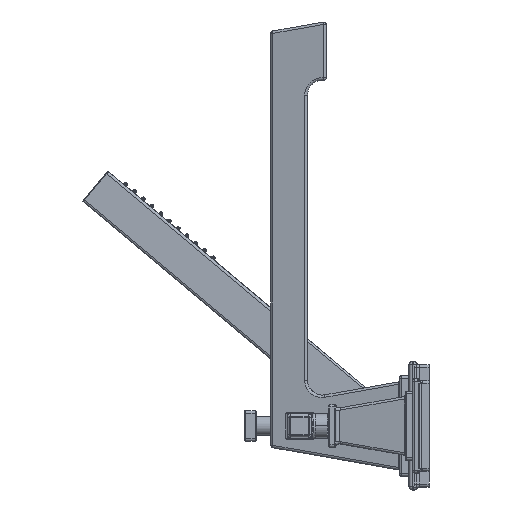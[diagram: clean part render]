
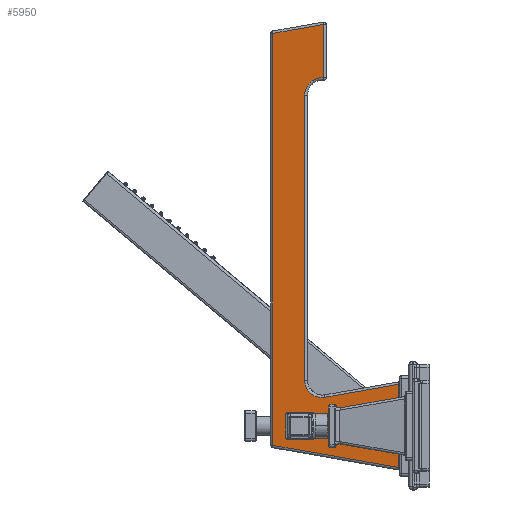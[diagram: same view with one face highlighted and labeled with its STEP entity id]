
A CAD part, left-side view. The second image highlights one B-rep face of the part: STEP entity #5950.
In plain terms, the highlighted planar face has unit normal (-0.985, 0.174, 0).
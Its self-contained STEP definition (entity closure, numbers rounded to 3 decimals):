
#2133=DIRECTION('',(0.,0.,-1.));
#2134=VECTOR('',#2133,2.111);
#2135=CARTESIAN_POINT('',(-1.117,0.767,
1.055));
#2136=LINE('',#2135,#2134);
#2140=DIRECTION('',(0.171,0.97,0.171));
#2141=VECTOR('',#2140,3.287);
#2142=CARTESIAN_POINT('',(-1.117,0.767,
-1.055));
#2143=LINE('',#2142,#2141);
#2147=DIRECTION('',(0.,0.,1.));
#2148=VECTOR('',#2147,10.443);
#2149=CARTESIAN_POINT('',(-0.554,3.957,
-0.493));
#2150=LINE('',#2149,#2148);
#2154=DIRECTION('',(-0.171,-0.97,0.171));
#2155=VECTOR('',#2154,1.318);
#2156=CARTESIAN_POINT('',(-0.554,3.957,
9.95));
#2157=LINE('',#2156,#2155);
#2161=DIRECTION('',(0.,0.,-1.));
#2162=VECTOR('',#2161,1.353);
#2163=CARTESIAN_POINT('',(-0.78,2.678,
10.176));
#2164=LINE('',#2163,#2162);
#2168=CARTESIAN_POINT('',(-0.78,2.678,
8.823));
#2169=CARTESIAN_POINT('',(-0.778,2.689,
8.823));
#2170=CARTESIAN_POINT('',(-0.774,2.711,
8.825));
#2171=CARTESIAN_POINT('',(-0.768,2.744,
8.824));
#2172=CARTESIAN_POINT('',(-0.763,2.777,
8.82));
#2173=CARTESIAN_POINT('',(-0.757,2.81,
8.814));
#2174=CARTESIAN_POINT('',(-0.751,2.842,
8.806));
#2175=CARTESIAN_POINT('',(-0.746,2.873,
8.795));
#2176=CARTESIAN_POINT('',(-0.74,2.904,
8.782));
#2177=CARTESIAN_POINT('',(-0.735,2.933,
8.766));
#2178=CARTESIAN_POINT('',(-0.73,2.961,
8.749));
#2179=CARTESIAN_POINT('',(-0.725,2.988,
8.729));
#2180=CARTESIAN_POINT('',(-0.721,3.013,
8.707));
#2181=CARTESIAN_POINT('',(-0.717,3.036,
8.684));
#2182=CARTESIAN_POINT('',(-0.713,3.057,
8.659));
#2183=CARTESIAN_POINT('',(-0.71,3.077,
8.632));
#2184=CARTESIAN_POINT('',(-0.707,3.094,
8.605));
#2185=CARTESIAN_POINT('',(-0.704,3.11,
8.576));
#2186=CARTESIAN_POINT('',(-0.702,3.123,
8.545));
#2187=CARTESIAN_POINT('',(-0.7,3.133,
8.515));
#2188=CARTESIAN_POINT('',(-0.698,3.142,
8.483));
#2189=CARTESIAN_POINT('',(-0.697,3.148,
8.451));
#2190=CARTESIAN_POINT('',(-0.697,3.151,
8.419));
#2191=CARTESIAN_POINT('',(-0.696,3.152,
8.397));
#2192=CARTESIAN_POINT('',(-0.696,3.152,
8.387));
#2197=DIRECTION('',(0.,0.,-1.));
#2198=VECTOR('',#2197,7.23);
#2199=CARTESIAN_POINT('',(-0.696,3.152,
8.387));
#2200=LINE('',#2199,#2198);
#2204=CARTESIAN_POINT('',(-0.696,3.152,
1.156));
#2205=CARTESIAN_POINT('',(-0.696,3.152,
1.145));
#2206=CARTESIAN_POINT('',(-0.697,3.151,
1.124));
#2207=CARTESIAN_POINT('',(-0.697,3.148,
1.092));
#2208=CARTESIAN_POINT('',(-0.698,3.142,
1.059));
#2209=CARTESIAN_POINT('',(-0.7,3.133,
1.027));
#2210=CARTESIAN_POINT('',(-0.702,3.122,
0.996));
#2211=CARTESIAN_POINT('',(-0.704,3.109,
0.966));
#2212=CARTESIAN_POINT('',(-0.707,3.093,
0.937));
#2213=CARTESIAN_POINT('',(-0.71,3.076,
0.909));
#2214=CARTESIAN_POINT('',(-0.713,3.056,
0.882));
#2215=CARTESIAN_POINT('',(-0.717,3.034,
0.857));
#2216=CARTESIAN_POINT('',(-0.721,3.011,
0.834));
#2217=CARTESIAN_POINT('',(-0.726,2.985,
0.812));
#2218=CARTESIAN_POINT('',(-0.731,2.958,
0.792));
#2219=CARTESIAN_POINT('',(-0.736,2.93,
0.775));
#2220=CARTESIAN_POINT('',(-0.741,2.9,
0.759));
#2221=CARTESIAN_POINT('',(-0.746,2.869,
0.746));
#2222=CARTESIAN_POINT('',(-0.752,2.837,
0.736));
#2223=CARTESIAN_POINT('',(-0.758,2.805,
0.728));
#2224=CARTESIAN_POINT('',(-0.763,2.771,
0.722));
#2225=CARTESIAN_POINT('',(-0.769,2.738,
0.719));
#2226=CARTESIAN_POINT('',(-0.775,2.705,
0.718));
#2227=CARTESIAN_POINT('',(-0.781,2.671,
0.72));
#2228=CARTESIAN_POINT('',(-0.785,2.649,
0.723));
#2229=CARTESIAN_POINT('',(-0.787,2.639,
0.725));
#2234=DIRECTION('',(-0.171,-0.97,0.171));
#2235=VECTOR('',#2234,1.928);
#2236=CARTESIAN_POINT('',(-0.787,2.639,
0.725));
#2237=LINE('',#2236,#2235);
#2955=CARTESIAN_POINT('',(-0.554,3.957,
9.95));
#2956=CARTESIAN_POINT('',(-0.78,2.678,
10.176));
#2957=VERTEX_POINT('',#2955);
#2958=VERTEX_POINT('',#2956);
#2967=CARTESIAN_POINT('',(-1.117,0.767,
1.055));
#2968=CARTESIAN_POINT('',(-1.117,0.767,
-1.055));
#2969=VERTEX_POINT('',#2967);
#2970=VERTEX_POINT('',#2968);
#3032=VERTEX_POINT('',#2204);
#3033=VERTEX_POINT('',#2229);
#3036=CARTESIAN_POINT('',(-0.696,3.152,
8.387));
#3037=VERTEX_POINT('',#3036);
#3039=VERTEX_POINT('',#2168);
#3054=CARTESIAN_POINT('',(-0.554,3.957,
-0.493));
#3055=VERTEX_POINT('',#3054);
#5929=CARTESIAN_POINT('',(-1.163,0.509,-2.304));
#5930=DIRECTION('',(0.985,-0.174,0.));
#5931=DIRECTION('',(0.174,0.985,0.));
#5932=AXIS2_PLACEMENT_3D('',#5929,#5930,#5931);
#5933=PLANE('',#5932);
#5934=ORIENTED_EDGE('',*,*,#5913,.T.);
#5935=ORIENTED_EDGE('',*,*,#3515,.T.);
#5936=ORIENTED_EDGE('',*,*,#3554,.T.);
#5937=ORIENTED_EDGE('',*,*,#3595,.T.);
#5939=ORIENTED_EDGE('',*,*,#5938,.T.);
#5941=ORIENTED_EDGE('',*,*,#5940,.T.);
#5943=ORIENTED_EDGE('',*,*,#5942,.T.);
#5945=ORIENTED_EDGE('',*,*,#5944,.T.);
#5947=ORIENTED_EDGE('',*,*,#5946,.T.);
#5948=EDGE_LOOP('',(#5934,#5935,#5936,#5937,#5939,#5941,#5943,#5945,#5947));
#5949=FACE_OUTER_BOUND('',#5948,.F.);
#2193=B_SPLINE_CURVE_WITH_KNOTS('',3,(#2168,#2169,#2170,#2171,#2172,#2173,#2174,
#2175,#2176,#2177,#2178,#2179,#2180,#2181,#2182,#2183,#2184,#2185,#2186,#2187,
#2188,#2189,#2190,#2191,#2192),.UNSPECIFIED.,.F.,.F.,(4,1,1,1,1,1,1,1,1,1,1,1,1,
1,1,1,1,1,1,1,1,1,4),(0.,0.045,0.091,
0.136,0.182,0.227,0.273,
0.318,0.364,0.409,0.455,0.5,
0.545,0.591,0.636,0.682,
0.727,0.773,0.818,0.864,
0.909,0.955,1.),.UNSPECIFIED.);
#2230=B_SPLINE_CURVE_WITH_KNOTS('',3,(#2204,#2205,#2206,#2207,#2208,#2209,#2210,
#2211,#2212,#2213,#2214,#2215,#2216,#2217,#2218,#2219,#2220,#2221,#2222,#2223,
#2224,#2225,#2226,#2227,#2228,#2229),.UNSPECIFIED.,.F.,.F.,(4,1,1,1,1,1,1,1,1,1,
1,1,1,1,1,1,1,1,1,1,1,1,1,4),(0.,0.043,0.087,
0.13,0.174,0.217,0.261,
0.304,0.348,0.391,0.435,
0.478,0.522,0.565,0.609,
0.652,0.696,0.739,0.783,
0.826,0.87,0.913,0.957,1.),
.UNSPECIFIED.);
#3515=EDGE_CURVE('',#2970,#3055,#2143,.T.);
#3554=EDGE_CURVE('',#3055,#2957,#2150,.T.);
#3595=EDGE_CURVE('',#2957,#2958,#2157,.T.);
#5913=EDGE_CURVE('',#2969,#2970,#2136,.T.);
#5938=EDGE_CURVE('',#2958,#3039,#2164,.T.);
#5940=EDGE_CURVE('',#3039,#3037,#2193,.T.);
#5942=EDGE_CURVE('',#3037,#3032,#2200,.T.);
#5944=EDGE_CURVE('',#3032,#3033,#2230,.T.);
#5946=EDGE_CURVE('',#3033,#2969,#2237,.T.);
#5950=ADVANCED_FACE('',(#5949),#5933,.F.);
